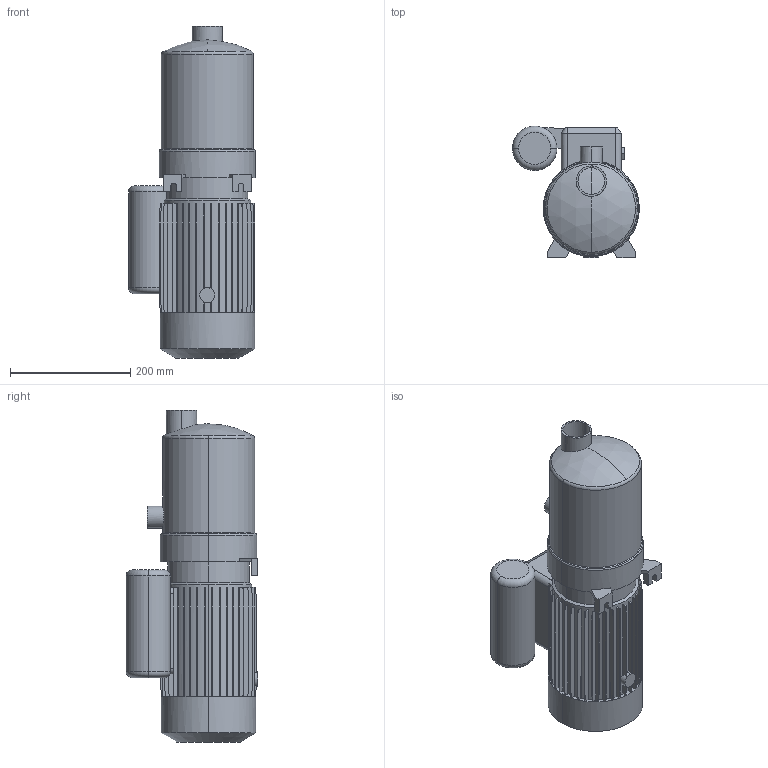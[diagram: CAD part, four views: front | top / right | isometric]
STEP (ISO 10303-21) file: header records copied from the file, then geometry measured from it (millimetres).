
FILE_DESCRIPTION (( 'STEP AP203' ), '1' );
FILE_NAME ('10010801swp00.step', '2023-05-02T13:46:19', ( '' ), ( '' ), 'SwSTEP 2.0', 'SolidWorks 2020', '' );
FILE_SCHEMA (( 'CONFIG_CONTROL_DESIGN' ));
Length unit declared in the file: millimetre
Products named in the file (1): 10010801swp00
Bounding box: 211 x 219 x 552 mm (x, y, z)
Volume: 10961650.2 mm3; surface area: 469520.6 mm2
Topology: 1 solids, 1 shells, 345 faces, 980 edges, 643 vertices
Faces by surface type: plane 285, cylinder 38, cone 10, torus 8, sphere 4
Entity records: 11735 total; most frequent: CARTESIAN_POINT 2605, ORIENTED_EDGE 1960, DIRECTION 1800, EDGE_CURVE 980, VECTOR 794, LINE 794, VERTEX_POINT 643, AXIS2_PLACEMENT_3D 503
